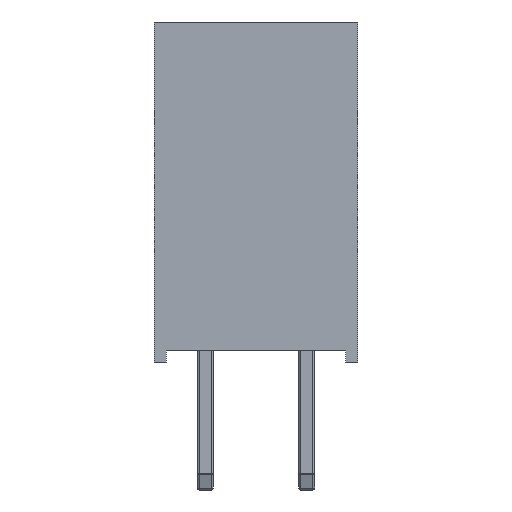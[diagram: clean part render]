
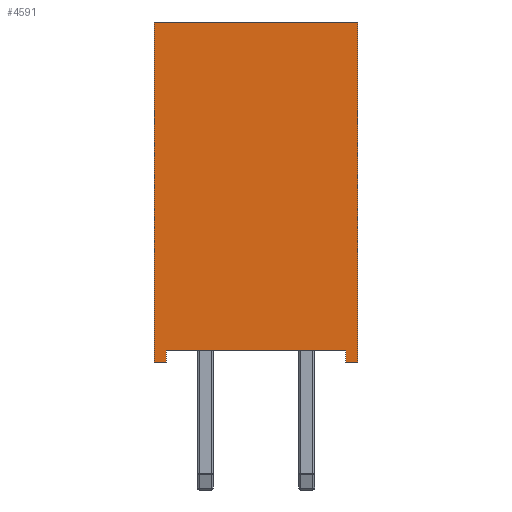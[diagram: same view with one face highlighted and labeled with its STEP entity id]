
A CAD part, left-side view. The second image highlights one B-rep face of the part: STEP entity #4591.
In plain terms, the highlighted planar face has unit normal (-1, 0, 0).
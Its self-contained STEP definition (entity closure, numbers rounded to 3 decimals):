
#618=FACE_OUTER_BOUND('',#908,.T.);
#908=EDGE_LOOP('',(#2968,#2969,#2970,#2971,#2972,#2973,#2974,#2975));
#1230=LINE('',#7146,#1578);
#1231=LINE('',#7149,#1579);
#1233=LINE('',#7153,#1581);
#1234=LINE('',#7155,#1582);
#1235=LINE('',#7157,#1583);
#1236=LINE('',#7159,#1584);
#1237=LINE('',#7161,#1585);
#1238=LINE('',#7162,#1586);
#1578=VECTOR('',#5571,10.);
#1579=VECTOR('',#5574,10.);
#1581=VECTOR('',#5578,10.);
#1582=VECTOR('',#5579,10.);
#1583=VECTOR('',#5580,10.);
#1584=VECTOR('',#5581,10.);
#1585=VECTOR('',#5582,10.);
#1586=VECTOR('',#5583,10.);
#1924=VERTEX_POINT('',#7142);
#1925=VERTEX_POINT('',#7144);
#1926=VERTEX_POINT('',#7148);
#1927=VERTEX_POINT('',#7152);
#1928=VERTEX_POINT('',#7154);
#1929=VERTEX_POINT('',#7156);
#1930=VERTEX_POINT('',#7158);
#1931=VERTEX_POINT('',#7160);
#2302=EDGE_CURVE('',#1924,#1925,#1230,.T.);
#2303=EDGE_CURVE('',#1926,#1924,#1231,.T.);
#2305=EDGE_CURVE('',#1925,#1927,#1233,.T.);
#2306=EDGE_CURVE('',#1927,#1928,#1234,.T.);
#2307=EDGE_CURVE('',#1928,#1929,#1235,.T.);
#2308=EDGE_CURVE('',#1929,#1930,#1236,.T.);
#2309=EDGE_CURVE('',#1931,#1930,#1237,.T.);
#2310=EDGE_CURVE('',#1926,#1931,#1238,.T.);
#2968=ORIENTED_EDGE('',*,*,#2305,.T.);
#2969=ORIENTED_EDGE('',*,*,#2306,.T.);
#2970=ORIENTED_EDGE('',*,*,#2307,.T.);
#2971=ORIENTED_EDGE('',*,*,#2308,.T.);
#2972=ORIENTED_EDGE('',*,*,#2309,.F.);
#2973=ORIENTED_EDGE('',*,*,#2310,.F.);
#2974=ORIENTED_EDGE('',*,*,#2303,.T.);
#2975=ORIENTED_EDGE('',*,*,#2302,.T.);
#4262=PLANE('',#4935);
#4591=ADVANCED_FACE('',(#618),#4262,.T.);
#4935=AXIS2_PLACEMENT_3D('',#7151,#5576,#5577);
#5571=DIRECTION('',(0.,0.,1.));
#5574=DIRECTION('',(0.,-1.,0.));
#5576=DIRECTION('center_axis',(-1.,0.,0.));
#5577=DIRECTION('ref_axis',(0.,-1.,0.));
#5578=DIRECTION('',(0.,-1.,0.));
#5579=DIRECTION('',(0.,0.,-1.));
#5580=DIRECTION('',(0.,-1.,0.));
#5581=DIRECTION('',(0.,0.,1.));
#5582=DIRECTION('',(0.,-1.,0.));
#5583=DIRECTION('',(0.,0.,1.));
#7142=CARTESIAN_POINT('',(-1.27,3.51,0.));
#7144=CARTESIAN_POINT('',(-1.27,3.51,0.3));
#7146=CARTESIAN_POINT('',(-1.27,3.51,0.));
#7148=CARTESIAN_POINT('',(-1.27,3.81,0.));
#7149=CARTESIAN_POINT('',(-1.27,3.81,0.));
#7151=CARTESIAN_POINT('Origin',(-1.27,1.27,0.));
#7152=CARTESIAN_POINT('',(-1.27,-0.97,0.3));
#7153=CARTESIAN_POINT('',(-1.27,1.27,0.3));
#7154=CARTESIAN_POINT('',(-1.27,-0.97,0.));
#7155=CARTESIAN_POINT('',(-1.27,-0.97,0.));
#7156=CARTESIAN_POINT('',(-1.27,-1.27,0.));
#7157=CARTESIAN_POINT('',(-1.27,1.27,0.));
#7158=CARTESIAN_POINT('',(-1.27,-1.27,8.5));
#7159=CARTESIAN_POINT('',(-1.27,-1.27,0.));
#7160=CARTESIAN_POINT('',(-1.27,3.81,8.5));
#7161=CARTESIAN_POINT('',(-1.27,3.81,8.5));
#7162=CARTESIAN_POINT('',(-1.27,3.81,0.));
